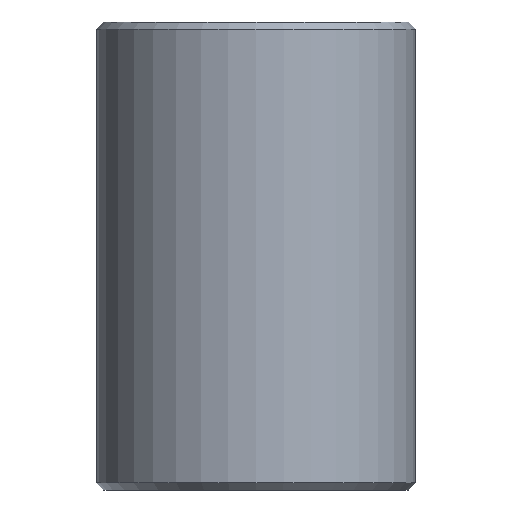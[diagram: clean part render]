
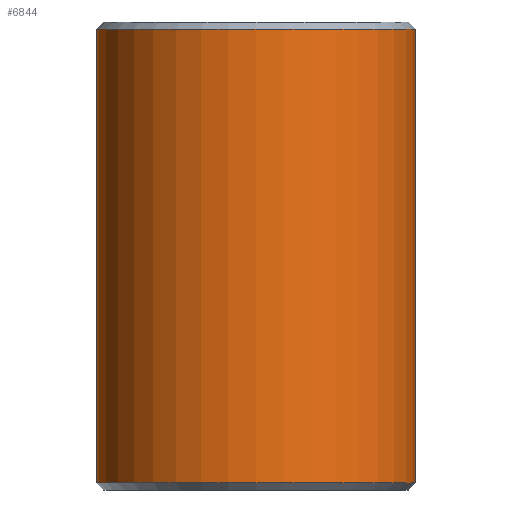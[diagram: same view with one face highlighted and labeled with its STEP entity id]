
A CAD part, front view. The second image highlights one B-rep face of the part: STEP entity #6844.
In plain terms, the highlighted cylindrical face has radius 22.15 mm (diameter 44.3 mm), a partial arc.
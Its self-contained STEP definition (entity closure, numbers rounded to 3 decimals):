
#97 = AXIS2_PLACEMENT_3D ( 'NONE', #4437, #6090, #9283 ) ;
#524 = AXIS2_PLACEMENT_3D ( 'NONE', #9064, #4086, #2405 ) ;
#636 = AXIS2_PLACEMENT_3D ( 'NONE', #796, #1678, #5750 ) ;
#796 = CARTESIAN_POINT ( 'NONE',  ( 0., 0., 31.5 ) ) ;
#1183 = ORIENTED_EDGE ( 'NONE', *, *, #7322, .F. ) ;
#1678 = DIRECTION ( 'NONE',  ( 0., 0., -1. ) ) ;
#2405 = DIRECTION ( 'NONE',  ( 1., 0., 0. ) ) ;
#2616 = VERTEX_POINT ( 'NONE', #8670 ) ;
#3067 = VERTEX_POINT ( 'NONE', #9025 ) ;
#3113 = EDGE_CURVE ( 'NONE', #2616, #9749, #6093, .T. ) ;
#3925 = ORIENTED_EDGE ( 'NONE', *, *, #9285, .T. ) ;
#3980 = ORIENTED_EDGE ( 'NONE', *, *, #3113, .T. ) ;
#4086 = DIRECTION ( 'NONE',  ( 0., 0., 1. ) ) ;
#4221 = LINE ( 'NONE', #6624, #6166 ) ;
#4437 = CARTESIAN_POINT ( 'NONE',  ( 0., 0., 32.5 ) ) ;
#4628 = CIRCLE ( 'NONE', #636, 22.15 ) ;
#5643 = CYLINDRICAL_SURFACE ( 'NONE', #97, 22.15 ) ;
#5750 = DIRECTION ( 'NONE',  ( 1., 0., 0. ) ) ;
#6090 = DIRECTION ( 'NONE',  ( 0., 0., -1. ) ) ;
#6093 = CIRCLE ( 'NONE', #524, 22.15 ) ;
#6109 = CARTESIAN_POINT ( 'NONE',  ( 22.15, 0., 32.5 ) ) ;
#6166 = VECTOR ( 'NONE', #9914, 1000. ) ;
#6227 = ORIENTED_EDGE ( 'NONE', *, *, #7439, .T. ) ;
#6624 = CARTESIAN_POINT ( 'NONE',  ( -22.15, 0., 32.5 ) ) ;
#6844 = ADVANCED_FACE ( 'NONE', ( #8240 ), #5643, .T. ) ;
#6970 = LINE ( 'NONE', #6109, #9634 ) ;
#7322 = EDGE_CURVE ( 'NONE', #8617, #9749, #6970, .T. ) ;
#7439 = EDGE_CURVE ( 'NONE', #3067, #2616, #4221, .T. ) ;
#8216 = CARTESIAN_POINT ( 'NONE',  ( 22.15, 0., 31.5 ) ) ;
#8240 = FACE_OUTER_BOUND ( 'NONE', #8885, .T. ) ;
#8617 = VERTEX_POINT ( 'NONE', #8216 ) ;
#8670 = CARTESIAN_POINT ( 'NONE',  ( -22.15, 0., -31.5 ) ) ;
#8885 = EDGE_LOOP ( 'NONE', ( #1183, #3925, #6227, #3980 ) ) ;
#9025 = CARTESIAN_POINT ( 'NONE',  ( -22.15, 0., 31.5 ) ) ;
#9064 = CARTESIAN_POINT ( 'NONE',  ( 0., 0., -31.5 ) ) ;
#9283 = DIRECTION ( 'NONE',  ( -1., 0., 0. ) ) ;
#9285 = EDGE_CURVE ( 'NONE', #8617, #3067, #4628, .T. ) ;
#9634 = VECTOR ( 'NONE', #10212, 1000. ) ;
#9749 = VERTEX_POINT ( 'NONE', #9999 ) ;
#9914 = DIRECTION ( 'NONE',  ( 0., 0., -1. ) ) ;
#9999 = CARTESIAN_POINT ( 'NONE',  ( 22.15, 0., -31.5 ) ) ;
#10212 = DIRECTION ( 'NONE',  ( 0., 0., -1. ) ) ;
